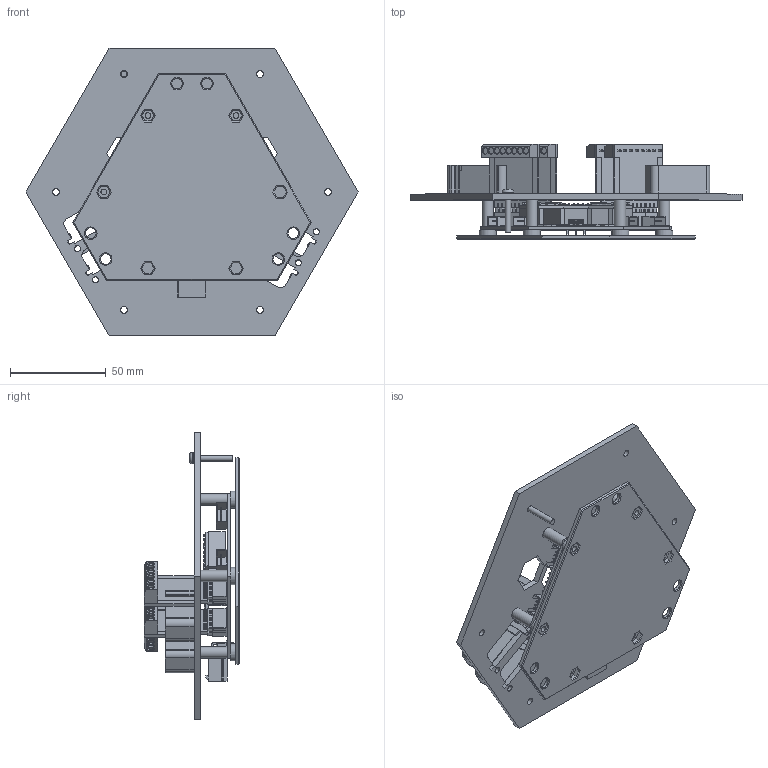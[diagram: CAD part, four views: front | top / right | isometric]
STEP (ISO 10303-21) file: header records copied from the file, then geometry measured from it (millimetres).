
FILE_DESCRIPTION(/* description */ ('Alibre Inc.'),/* implementation_level */ '2;1');
FILE_NAME(/* name */ 'export0',/* time_stamp */ '2015-07-11T14:40:06+12:00',/* author */ (''),/* organization */ (''),/* preprocessor_version */ 'ST-DEVELOPER v14',/* originating_system */ 'Alibre',/* authorisation */ '');
FILE_SCHEMA (('CONFIG_CONTROL_DESIGN'));
Length unit declared in the file: centimetre
Products named in the file (20): ID_1; EL-STEPSTICK; USB_Mini_B_SMD_buchse; EAT0001; ID_2; ID_3; ID_4; ID_5
Bounding box: 173.21 x 49.73 x 150 mm (x, y, z)
Volume: 118026.2 mm3; surface area: 120117.6 mm2
Topology: 56 solids, 56 shells, 4261 faces, 10915 edges, 7107 vertices
Faces by surface type: plane 3910, cylinder 317, bspline 18, cone 14, torus 2
Full cylindrical faces by diameter (mm): 0.9 x32, 2.327 x3, 3 x15, 3.2 x8, 3.4 x6, 3.5 x34, 5.5 x6, 6 x7, 9 x6
Entity records: 56714 total; most frequent: CARTESIAN_POINT 11100, ORIENTED_EDGE 9404, DIRECTION 6919, EDGE_CURVE 4695, VECTOR 4112, LINE 4112, VERTEX_POINT 3094, AXIS2_PLACEMENT_3D 2146
